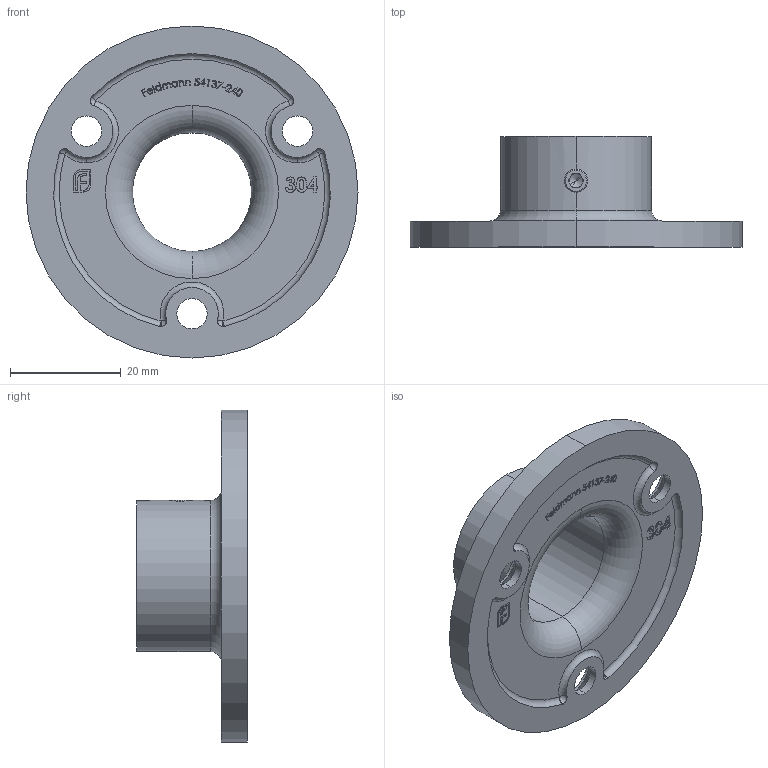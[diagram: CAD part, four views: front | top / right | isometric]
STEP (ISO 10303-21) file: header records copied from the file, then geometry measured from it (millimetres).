
FILE_DESCRIPTION (( 'STEP AP203' ), '1' );
FILE_NAME ('54137-240.step', '2021-04-30T09:56:38', ( '' ), ( '' ), 'SwSTEP 2.0', 'SolidWorks 2018', '' );
FILE_SCHEMA (( 'CONFIG_CONTROL_DESIGN' ));
Length unit declared in the file: millimetre
Products named in the file (6): DIN913_DIN 913 M5x3; 54137-240; 541XX-240 Teil1_54137-240 Teil1; DIN913; 541XX-240 Teil1
Assembly tree (3 placements, depth 2):
  54137-240
    DIN913
  54137-240
    541XX-240 Teil1_54137-240 Teil1
    DIN913_DIN 913 M5x3
  541XX-240 Teil1
Bounding box: 60 x 20 x 60 mm (x, y, z)
Volume: 12561.7 mm3; surface area: 8463.3 mm2
Topology: 2 solids, 2 shells, 381 faces, 1017 edges, 665 vertices
Faces by surface type: plane 197, bspline 128, cylinder 22, cone 14, torus 12, sphere 8
Entity records: 19726 total; most frequent: CARTESIAN_POINT 10512, ORIENTED_EDGE 2012, DIRECTION 1368, EDGE_CURVE 1006, VERTEX_POINT 659, VECTOR 640, LINE 640, EDGE_LOOP 421
